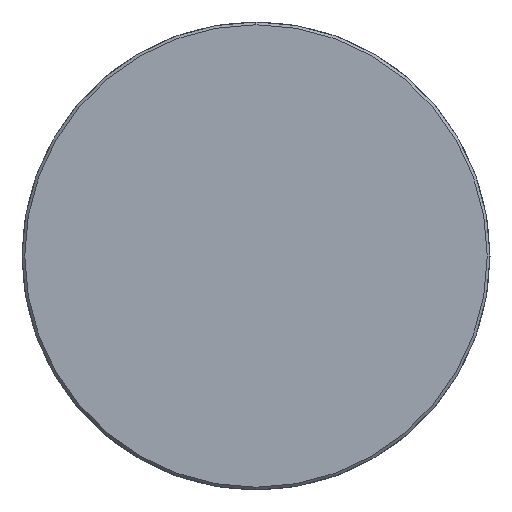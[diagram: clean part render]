
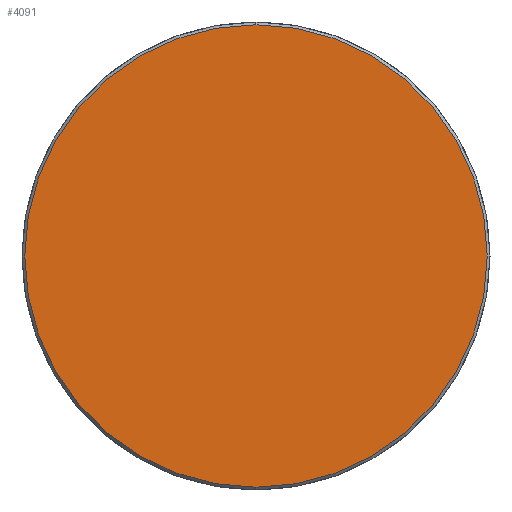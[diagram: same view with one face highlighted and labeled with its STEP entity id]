
A CAD part, left-side view. The second image highlights one B-rep face of the part: STEP entity #4091.
In plain terms, the highlighted planar face has unit normal (-1, 0, 0).
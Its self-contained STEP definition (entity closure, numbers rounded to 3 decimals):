
#25 = EDGE_LOOP ( 'NONE', ( #876, #931 ) ) ;
#38 = CARTESIAN_POINT ( 'NONE',  ( -179.15, 84.502, -84.502 ) ) ;
#668 = VERTEX_POINT ( 'NONE', #3219 ) ;
#669 = PLANE ( 'NONE',  #3922 ) ;
#696 = CIRCLE ( 'NONE', #4239, 83.5 ) ;
#866 = DIRECTION ( 'NONE',  ( -1., 0., 0. ) ) ;
#876 = ORIENTED_EDGE ( 'NONE', *, *, #2846, .T. ) ;
#931 = ORIENTED_EDGE ( 'NONE', *, *, #1293, .T. ) ;
#1293 = EDGE_CURVE ( 'NONE', #668, #2096, #696, .T. ) ;
#1634 = CARTESIAN_POINT ( 'NONE',  ( -179.15, 0., 0. ) ) ;
#1674 = DIRECTION ( 'NONE',  ( 0., -1., 0. ) ) ;
#1837 = AXIS2_PLACEMENT_3D ( 'NONE', #1634, #3380, #3025 ) ;
#2033 = DIRECTION ( 'NONE',  ( -1., 0., 0. ) ) ;
#2096 = VERTEX_POINT ( 'NONE', #2941 ) ;
#2734 = CIRCLE ( 'NONE', #1837, 83.5 ) ;
#2846 = EDGE_CURVE ( 'NONE', #2096, #668, #2734, .T. ) ;
#2941 = CARTESIAN_POINT ( 'NONE',  ( -179.15, 0., -83.5 ) ) ;
#3025 = DIRECTION ( 'NONE',  ( 0., 0., -1. ) ) ;
#3219 = CARTESIAN_POINT ( 'NONE',  ( -179.15, 0., 83.5 ) ) ;
#3380 = DIRECTION ( 'NONE',  ( -1., 0., 0. ) ) ;
#3605 = DIRECTION ( 'NONE',  ( 0., 0., -1. ) ) ;
#3922 = AXIS2_PLACEMENT_3D ( 'NONE', #38, #2033, #1674 ) ;
#3948 = CARTESIAN_POINT ( 'NONE',  ( -179.15, 0., 0. ) ) ;
#4091 = ADVANCED_FACE ( 'NONE', ( #4193 ), #669, .T. ) ;
#4193 = FACE_OUTER_BOUND ( 'NONE', #25, .T. ) ;
#4239 = AXIS2_PLACEMENT_3D ( 'NONE', #3948, #866, #3605 ) ;
